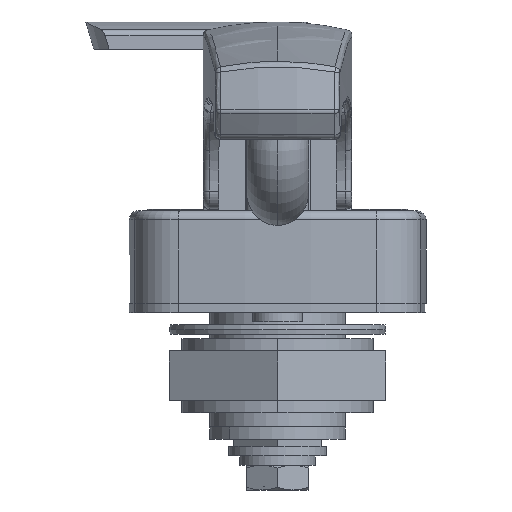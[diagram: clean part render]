
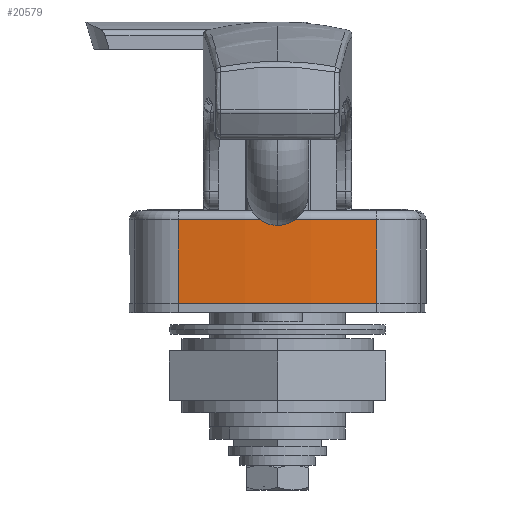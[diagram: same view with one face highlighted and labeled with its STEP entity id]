
A CAD part, front view. The second image highlights one B-rep face of the part: STEP entity #20579.
In plain terms, the highlighted cylindrical face has radius 150 mm (diameter 300 mm), a partial arc.
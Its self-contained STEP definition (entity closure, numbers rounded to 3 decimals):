
#88 = LINE ( 'NONE', #4083, #5006 ) ;
#308 = CARTESIAN_POINT ( 'NONE',  ( 16.05, -29.639, -15. ) ) ;
#973 = CARTESIAN_POINT ( 'NONE',  ( 16.05, -29.639, -15. ) ) ;
#1323 = VERTEX_POINT ( 'NONE', #18297 ) ;
#2066 = LINE ( 'NONE', #308, #14626 ) ;
#3139 = VERTEX_POINT ( 'NONE', #3942 ) ;
#3281 = EDGE_CURVE ( 'NONE', #21772, #24700, #2066, .T. ) ;
#3895 = AXIS2_PLACEMENT_3D ( 'NONE', #12538, #16793, #16715 ) ;
#3942 = CARTESIAN_POINT ( 'NONE',  ( -16.05, -29.639, -15. ) ) ;
#4083 = CARTESIAN_POINT ( 'NONE',  ( -16.05, -29.639, -15. ) ) ;
#4584 = DIRECTION ( 'NONE',  ( 1., 0., 0. ) ) ;
#4838 = CIRCLE ( 'NONE', #3895, 150. ) ;
#5006 = VECTOR ( 'NONE', #12160, 1000. ) ;
#6978 = DIRECTION ( 'NONE',  ( 0., 0., -1. ) ) ;
#7471 = EDGE_CURVE ( 'NONE', #3139, #1323, #88, .T. ) ;
#7869 = EDGE_CURVE ( 'NONE', #24700, #1323, #12144, .T. ) ;
#8217 = AXIS2_PLACEMENT_3D ( 'NONE', #14432, #22058, #4584 ) ;
#9594 = ORIENTED_EDGE ( 'NONE', *, *, #7471, .F. ) ;
#11438 = AXIS2_PLACEMENT_3D ( 'NONE', #14524, #6978, #24434 ) ;
#12144 = CIRCLE ( 'NONE', #11438, 150. ) ;
#12160 = DIRECTION ( 'NONE',  ( 0., 0., 1. ) ) ;
#12481 = CYLINDRICAL_SURFACE ( 'NONE', #8217, 150. ) ;
#12538 = CARTESIAN_POINT ( 'NONE',  ( 0., 119.5, -15. ) ) ;
#14060 = DIRECTION ( 'NONE',  ( 0., 0., 1. ) ) ;
#14132 = ORIENTED_EDGE ( 'NONE', *, *, #3281, .T. ) ;
#14432 = CARTESIAN_POINT ( 'NONE',  ( 0., 119.5, -15. ) ) ;
#14524 = CARTESIAN_POINT ( 'NONE',  ( 0., 119.5, -1.5 ) ) ;
#14626 = VECTOR ( 'NONE', #14060, 1000. ) ;
#16663 = ORIENTED_EDGE ( 'NONE', *, *, #18546, .T. ) ;
#16715 = DIRECTION ( 'NONE',  ( 1., 0., 0. ) ) ;
#16793 = DIRECTION ( 'NONE',  ( 0., 0., 1. ) ) ;
#18297 = CARTESIAN_POINT ( 'NONE',  ( -16.05, -29.639, -1.5 ) ) ;
#18546 = EDGE_CURVE ( 'NONE', #3139, #21772, #4838, .T. ) ;
#20579 = ADVANCED_FACE ( 'NONE', ( #24708 ), #12481, .T. ) ;
#21491 = ORIENTED_EDGE ( 'NONE', *, *, #7869, .T. ) ;
#21772 = VERTEX_POINT ( 'NONE', #973 ) ;
#22058 = DIRECTION ( 'NONE',  ( 0., 0., 1. ) ) ;
#22370 = EDGE_LOOP ( 'NONE', ( #14132, #21491, #9594, #16663 ) ) ;
#23426 = CARTESIAN_POINT ( 'NONE',  ( 16.05, -29.639, -1.5 ) ) ;
#24434 = DIRECTION ( 'NONE',  ( -1., 0., 0. ) ) ;
#24700 = VERTEX_POINT ( 'NONE', #23426 ) ;
#24708 = FACE_OUTER_BOUND ( 'NONE', #22370, .T. ) ;
